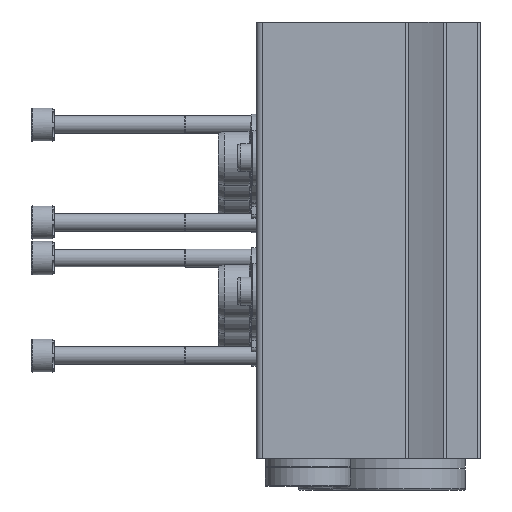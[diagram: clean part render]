
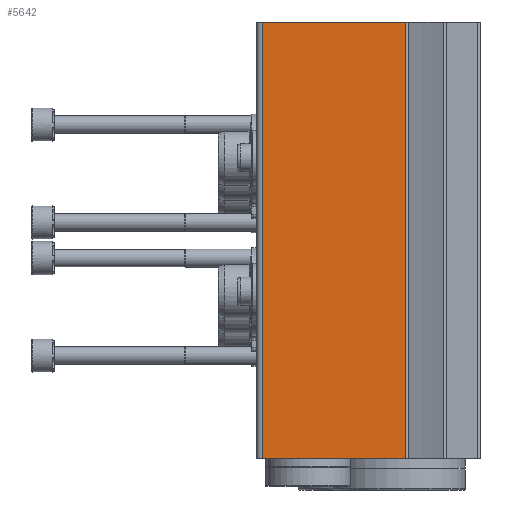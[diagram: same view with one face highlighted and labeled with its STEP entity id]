
A CAD part, left-side view. The second image highlights one B-rep face of the part: STEP entity #5642.
In plain terms, the highlighted planar face has unit normal (-1, 0, 0).
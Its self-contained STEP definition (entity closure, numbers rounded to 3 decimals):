
#169=PLANE('',#6101);
#720=ORIENTED_EDGE('',*,*,#2212,.F.);
#721=ORIENTED_EDGE('',*,*,#2211,.F.);
#722=ORIENTED_EDGE('',*,*,#2213,.T.);
#723=ORIENTED_EDGE('',*,*,#2214,.T.);
#2211=EDGE_CURVE('',#2957,#2955,#3496,.T.);
#2212=EDGE_CURVE('',#2955,#2958,#3497,.T.);
#2213=EDGE_CURVE('',#2957,#2959,#3498,.T.);
#2214=EDGE_CURVE('',#2959,#2958,#3499,.T.);
#2955=VERTEX_POINT('',#8732);
#2957=VERTEX_POINT('',#8736);
#2958=VERTEX_POINT('',#8740);
#2959=VERTEX_POINT('',#8742);
#3496=LINE('',#8737,#3925);
#3497=LINE('',#8739,#3926);
#3498=LINE('',#8741,#3927);
#3499=LINE('',#8743,#3928);
#3925=VECTOR('',#6809,1000.);
#3926=VECTOR('',#6812,1000.);
#3927=VECTOR('',#6813,1000.);
#3928=VECTOR('',#6814,1000.);
#4366=EDGE_LOOP('',(#720,#721,#722,#723));
#4955=FACE_BOUND('',#4366,.T.);
#5642=ADVANCED_FACE('',(#4955),#169,.T.);
#6101=AXIS2_PLACEMENT_3D('',#8738,#6810,#6811);
#6809=DIRECTION('',(0.,0.,1.));
#6810=DIRECTION('',(-1.,0.,0.));
#6811=DIRECTION('',(0.,0.,1.));
#6812=DIRECTION('',(0.,-1.,0.));
#6813=DIRECTION('',(0.,-1.,0.));
#6814=DIRECTION('',(0.,0.,1.));
#8732=CARTESIAN_POINT('',(-55.,36.,0.));
#8736=CARTESIAN_POINT('',(-55.,36.,-72.));
#8737=CARTESIAN_POINT('',(-55.,36.,-72.));
#8738=CARTESIAN_POINT('',(-55.,36.,-72.));
#8739=CARTESIAN_POINT('',(-55.,36.,0.));
#8740=CARTESIAN_POINT('',(-55.,12.341,0.));
#8741=CARTESIAN_POINT('',(-55.,36.,-72.));
#8742=CARTESIAN_POINT('',(-55.,12.341,-72.));
#8743=CARTESIAN_POINT('',(-55.,12.341,-72.));
